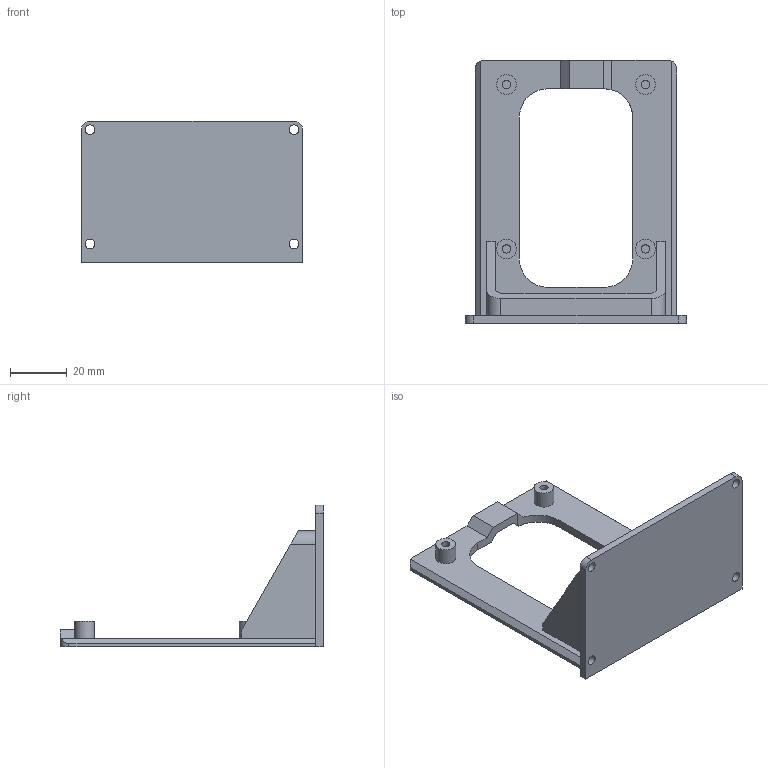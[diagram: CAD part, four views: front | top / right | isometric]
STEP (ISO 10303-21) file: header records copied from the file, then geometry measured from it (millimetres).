
FILE_DESCRIPTION(/* description */ (''),/* implementation_level */ '2;1');
FILE_NAME(/* name */ 'RPi Mount - Blank.step',/* time_stamp */ '2020-01-04T23:44:31-06:00',/* author */ (''),/* organization */ (''),/* preprocessor_version */ 'ST-DEVELOPER v18',/* originating_system */ 'Autodesk Translation Framework v8.12.0.6',/* authorisation */ '');
FILE_SCHEMA (('AUTOMOTIVE_DESIGN { 1 0 10303 214 3 1 1 }'));
Length unit declared in the file: millimetre
Products named in the file (1): RPi Mount - Blank
Bounding box: 78 x 92.8 x 50 mm (x, y, z)
Volume: 28641.4 mm3; surface area: 21547.7 mm2
Topology: 1 solids, 1 shells, 77 faces, 203 edges, 134 vertices
Faces by surface type: plane 53, cylinder 24
Full cylindrical faces by diameter (mm): 2.9 x4, 3.4 x4, 7 x4
Entity records: 2430 total; most frequent: CARTESIAN_POINT 415, DIRECTION 411, ORIENTED_EDGE 406, EDGE_CURVE 203, LINE 151, VECTOR 151, VERTEX_POINT 134, AXIS2_PLACEMENT_3D 130
